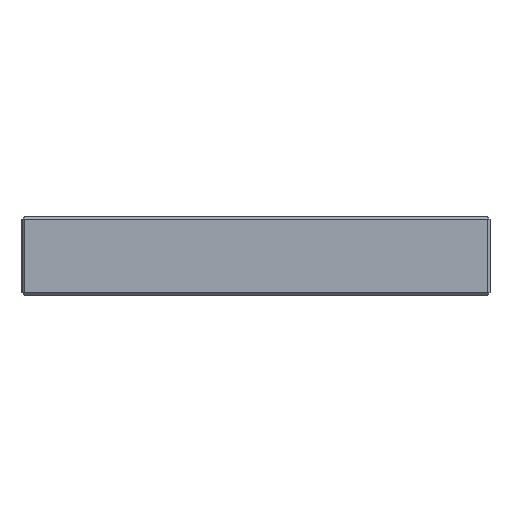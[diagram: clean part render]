
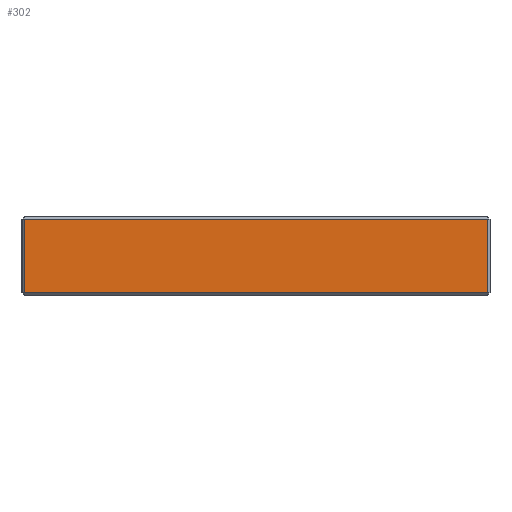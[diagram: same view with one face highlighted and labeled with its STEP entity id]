
A CAD part, front view. The second image highlights one B-rep face of the part: STEP entity #302.
In plain terms, the highlighted planar face has unit normal (0, -1, 0).
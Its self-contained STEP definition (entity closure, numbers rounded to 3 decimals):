
#26 = ORIENTED_EDGE ( 'NONE', *, *, #269, .T. ) ;
#265 = ORIENTED_EDGE ( 'NONE', *, *, #339, .T. ) ;
#269 = EDGE_CURVE ( 'NONE', #338, #333, #1289, .T. ) ;
#302 = ADVANCED_FACE ( 'NONE', ( #1314 ), #1313, .F. ) ;
#303 = EDGE_LOOP ( 'NONE', ( #26, #313, #265, #343 ) ) ;
#313 = ORIENTED_EDGE ( 'NONE', *, *, #337, .T. ) ;
#314 = EDGE_CURVE ( 'NONE', #334, #338, #1355, .T. ) ;
#321 = VERTEX_POINT ( 'NONE', #1336 ) ;
#333 = VERTEX_POINT ( 'NONE', #1383 ) ;
#334 = VERTEX_POINT ( 'NONE', #1382 ) ;
#337 = EDGE_CURVE ( 'NONE', #333, #321, #1377, .T. ) ;
#338 = VERTEX_POINT ( 'NONE', #1373 ) ;
#339 = EDGE_CURVE ( 'NONE', #321, #334, #1372, .T. ) ;
#343 = ORIENTED_EDGE ( 'NONE', *, *, #314, .T. ) ;
#1286 = DIRECTION ( 'NONE',  ( 1., 0., 0. ) ) ;
#1287 = VECTOR ( 'NONE', #1286, 1000. ) ;
#1288 = CARTESIAN_POINT ( 'NONE',  ( -47.5, -75., 0.5 ) ) ;
#1289 = LINE ( 'NONE', #1288, #1287 ) ;
#1309 = DIRECTION ( 'NONE',  ( -1., 0., 0. ) ) ;
#1310 = DIRECTION ( 'NONE',  ( 0., 1., 0. ) ) ;
#1311 = CARTESIAN_POINT ( 'NONE',  ( -47.5, -75., 16. ) ) ;
#1312 = AXIS2_PLACEMENT_3D ( 'NONE', #1311, #1310, #1309 ) ;
#1313 = PLANE ( 'NONE',  #1312 ) ;
#1314 = FACE_OUTER_BOUND ( 'NONE', #303, .T. ) ;
#1336 = CARTESIAN_POINT ( 'NONE',  ( 47., -75., 15.5 ) ) ;
#1352 = DIRECTION ( 'NONE',  ( 0., 0., -1. ) ) ;
#1353 = VECTOR ( 'NONE', #1352, 1000. ) ;
#1354 = CARTESIAN_POINT ( 'NONE',  ( -47., -75., 16. ) ) ;
#1355 = LINE ( 'NONE', #1354, #1353 ) ;
#1369 = DIRECTION ( 'NONE',  ( -1., 0., 0. ) ) ;
#1370 = VECTOR ( 'NONE', #1369, 1000. ) ;
#1371 = CARTESIAN_POINT ( 'NONE',  ( -47.5, -75., 15.5 ) ) ;
#1372 = LINE ( 'NONE', #1371, #1370 ) ;
#1373 = CARTESIAN_POINT ( 'NONE',  ( -47., -75., 0.5 ) ) ;
#1374 = DIRECTION ( 'NONE',  ( 0., 0., 1. ) ) ;
#1375 = VECTOR ( 'NONE', #1374, 1000. ) ;
#1376 = CARTESIAN_POINT ( 'NONE',  ( 47., -75., 16. ) ) ;
#1377 = LINE ( 'NONE', #1376, #1375 ) ;
#1382 = CARTESIAN_POINT ( 'NONE',  ( -47., -75., 15.5 ) ) ;
#1383 = CARTESIAN_POINT ( 'NONE',  ( 47., -75., 0.5 ) ) ;
